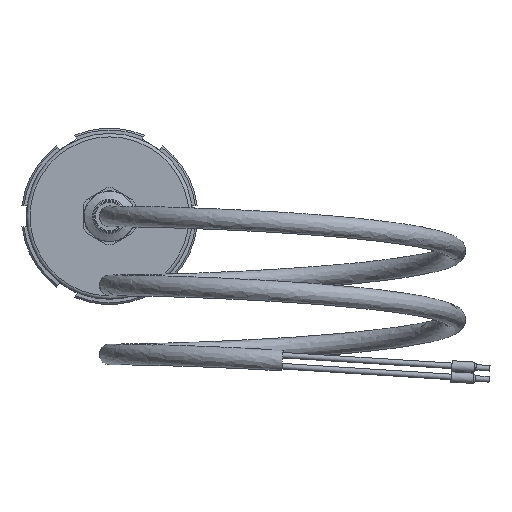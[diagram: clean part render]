
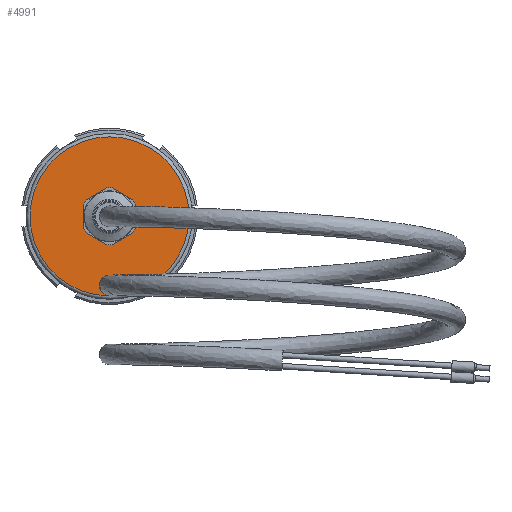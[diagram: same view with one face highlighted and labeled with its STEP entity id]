
A CAD part, left-side view. The second image highlights one B-rep face of the part: STEP entity #4991.
In plain terms, the highlighted planar face has unit normal (-1, 0, 0).
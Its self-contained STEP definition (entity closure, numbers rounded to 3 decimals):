
#363=FACE_BOUND('',#968,.T.);
#430=PLANE('',#5671);
#652=FACE_OUTER_BOUND('',#967,.T.);
#967=EDGE_LOOP('',(#3854,#3855));
#968=EDGE_LOOP('',(#3856,#3857));
#1855=CIRCLE('',#5663,23.);
#1859=CIRCLE('',#5667,23.);
#1862=CIRCLE('',#5672,6.35);
#1863=CIRCLE('',#5673,6.35);
#2282=VERTEX_POINT('',#8396);
#2283=VERTEX_POINT('',#8397);
#2288=VERTEX_POINT('',#8412);
#2289=VERTEX_POINT('',#8413);
#2864=EDGE_CURVE('',#2282,#2283,#1855,.T.);
#2868=EDGE_CURVE('',#2283,#2282,#1859,.T.);
#2872=EDGE_CURVE('',#2288,#2289,#1862,.T.);
#2873=EDGE_CURVE('',#2289,#2288,#1863,.T.);
#3854=ORIENTED_EDGE('',*,*,#2864,.F.);
#3855=ORIENTED_EDGE('',*,*,#2868,.F.);
#3856=ORIENTED_EDGE('',*,*,#2872,.F.);
#3857=ORIENTED_EDGE('',*,*,#2873,.F.);
#4991=ADVANCED_FACE('',(#652,#363),#430,.T.);
#5663=AXIS2_PLACEMENT_3D('',#8398,#6693,#6694);
#5667=AXIS2_PLACEMENT_3D('',#8404,#6701,#6702);
#5671=AXIS2_PLACEMENT_3D('',#8411,#6710,#6711);
#5672=AXIS2_PLACEMENT_3D('',#8414,#6712,#6713);
#5673=AXIS2_PLACEMENT_3D('',#8415,#6714,#6715);
#6693=DIRECTION('center_axis',(1.,0.,0.));
#6694=DIRECTION('ref_axis',(0.,0.,-1.));
#6701=DIRECTION('center_axis',(1.,0.,0.));
#6702=DIRECTION('ref_axis',(0.,0.,-1.));
#6710=DIRECTION('center_axis',(-1.,0.,0.));
#6711=DIRECTION('ref_axis',(0.,0.,1.));
#6712=DIRECTION('center_axis',(-1.,0.,0.));
#6713=DIRECTION('ref_axis',(0.,0.,1.));
#6714=DIRECTION('center_axis',(-1.,0.,0.));
#6715=DIRECTION('ref_axis',(0.,0.,1.));
#8396=CARTESIAN_POINT('',(-25.,0.,23.));
#8397=CARTESIAN_POINT('',(-25.,0.,-23.));
#8398=CARTESIAN_POINT('Origin',(-25.,0.,0.));
#8404=CARTESIAN_POINT('Origin',(-25.,0.,0.));
#8411=CARTESIAN_POINT('Origin',(-25.,0.,6.35));
#8412=CARTESIAN_POINT('',(-25.,0.,6.35));
#8413=CARTESIAN_POINT('',(-25.,0.,-6.35));
#8414=CARTESIAN_POINT('Origin',(-25.,0.,0.));
#8415=CARTESIAN_POINT('Origin',(-25.,0.,0.));
